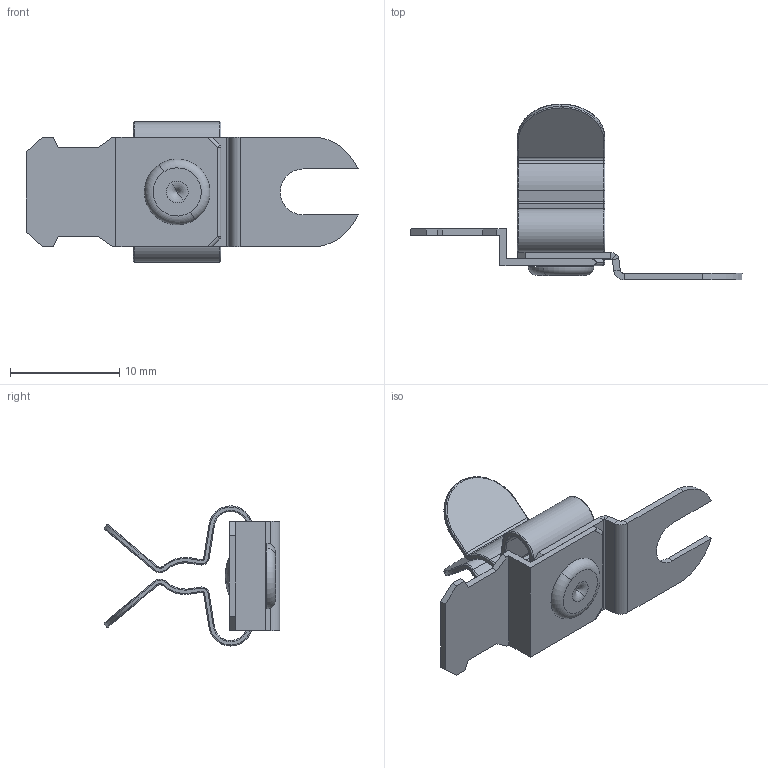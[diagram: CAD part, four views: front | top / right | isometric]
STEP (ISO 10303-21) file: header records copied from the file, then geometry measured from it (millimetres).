
FILE_DESCRIPTION (( 'STEP AP214' ), '1' );
FILE_NAME ('1022-521.STEP', '2024-03-15T09:40:55', ( '' ), ( '' ), 'SwSTEP 2.0', 'SolidWorks 2022', '' );
FILE_SCHEMA (( 'AUTOMOTIVE_DESIGN' ));
Length unit declared in the file: millimetre
Products named in the file (5): 1022-052 .; 1022-521; 1010-001.; 3x1,5_1,8mm Blechstärke; 1022-062.Kunde
Assembly tree (4 placements, depth 2):
  1022-521
    1022-052 .
    1022-062.Kunde
    1010-001.
    3x1,5_1,8mm Blechstärke
Bounding box: 30.33 x 16.06 x 12.79 mm (x, y, z)
Volume: 458.8 mm3; surface area: 1724.5 mm2
Topology: 4 solids, 4 shells, 307 faces, 761 edges, 469 vertices
Faces by surface type: plane 134, bspline 84, cylinder 83, torus 4, sphere 2
Entity records: 11817 total; most frequent: CARTESIAN_POINT 4626, ORIENTED_EDGE 1510, DIRECTION 1316, EDGE_CURVE 755, VERTEX_POINT 469, AXIS2_PLACEMENT_3D 440, VECTOR 436, LINE 436
